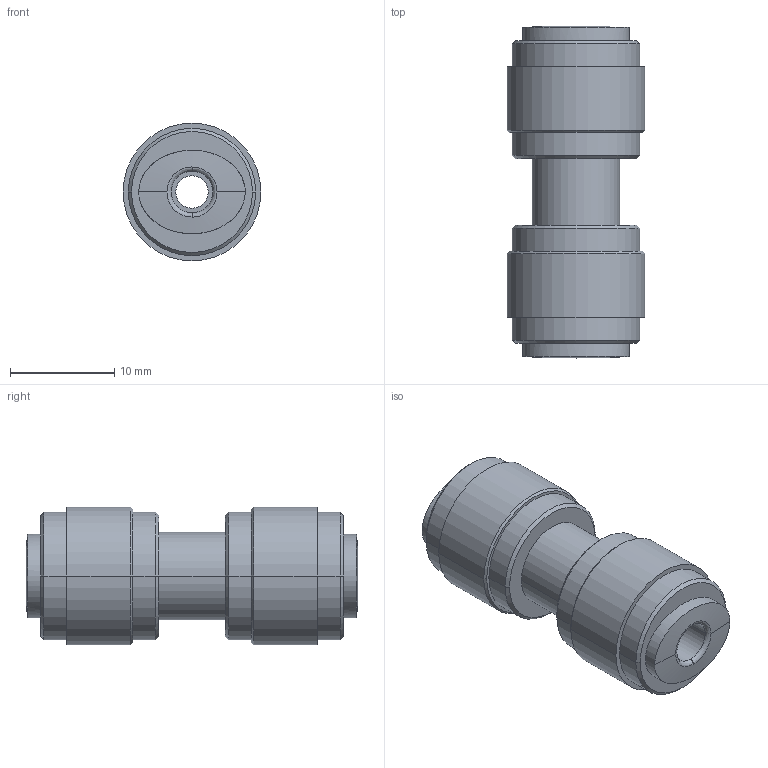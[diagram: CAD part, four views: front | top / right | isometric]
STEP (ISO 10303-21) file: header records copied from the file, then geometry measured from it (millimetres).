
FILE_DESCRIPTION (( 'STEP AP214' ), '1' );
FILE_NAME ('US532-P.step', '2017-08-29T21:03:22', ( '' ), ( '' ), 'SwSTEP 2.0', 'SolidWorks 2017', '' );
FILE_SCHEMA (( 'AUTOMOTIVE_DESIGN' ));
Length unit declared in the file: inch
Products named in the file (1): US532-P
Bounding box: 13.2 x 31.8 x 13.2 mm (x, y, z)
Volume: 3021.5 mm3; surface area: 1919.6 mm2
Topology: 1 solids, 1 shells, 54 faces, 118 edges, 74 vertices
Faces by surface type: cylinder 20, bspline 12, cone 12, plane 10
Entity records: 3040 total; most frequent: CARTESIAN_POINT 1854, DIRECTION 238, ORIENTED_EDGE 236, EDGE_CURVE 118, AXIS2_PLACEMENT_3D 103, VERTEX_POINT 74, EDGE_LOOP 64, CIRCLE 60
